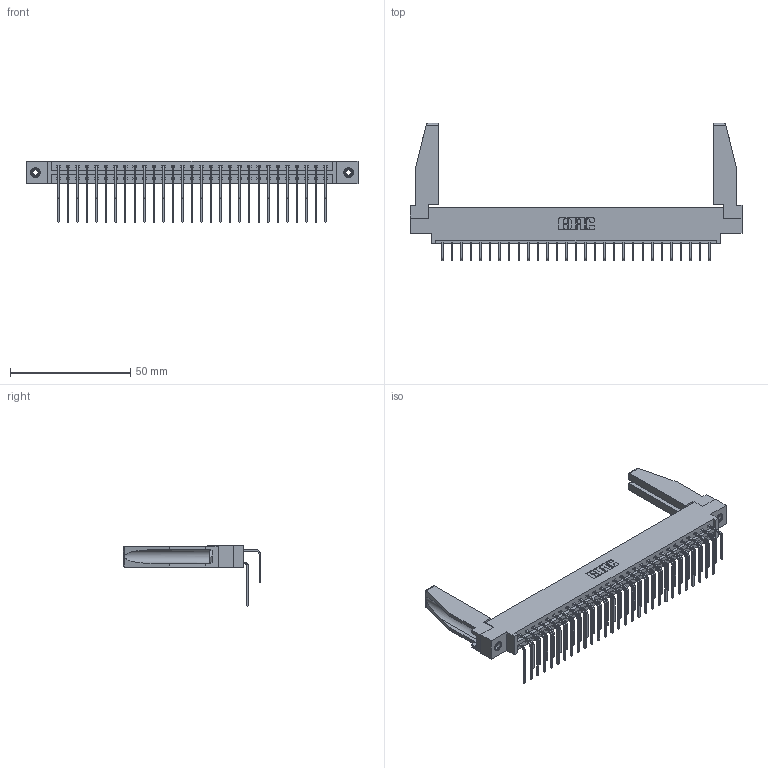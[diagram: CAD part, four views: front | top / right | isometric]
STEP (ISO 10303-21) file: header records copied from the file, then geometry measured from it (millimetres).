
FILE_DESCRIPTION (( 'STEP AP203' ), '1' );
FILE_NAME ('387-058-558-878.STEP', '2019-10-19T10:16:00', ( '' ), ( '' ), 'SwSTEP 2.0', 'SolidWorks 2016', '' );
FILE_SCHEMA (( 'CONFIG_CONTROL_DESIGN' ));
Length unit declared in the file: inch
Products named in the file (6): 307-220-078; 345-292-001_558 559 Tail - 1; 337 Part_0.170 Offset - 0.156 Dia-TI; 387-058-558-878; 345-292-001_558 Tail - 2; 345-250-001_345-250-001-102
Assembly tree (63 placements, depth 2):
  387-058-558-878
    337 Part_0.170 Offset - 0.156 Dia-TI
    345-292-001_558 559 Tail - 1  x29
    345-292-001_558 Tail - 2  x29
    345-250-001_345-250-001-102  x2
    307-220-078  x2
Bounding box: 137.92 x 56.96 x 25.53 mm (x, y, z)
Volume: 18572.7 mm3; surface area: 21974 mm2
Topology: 63 solids, 63 shells, 3496 faces, 10339 edges, 6806 vertices
Faces by surface type: plane 2478, cylinder 1002, cone 12, torus 4
Entity records: 28522 total; most frequent: CARTESIAN_POINT 4863, ORIENTED_EDGE 4704, DIRECTION 4148, EDGE_CURVE 2352, LINE 2146, VECTOR 2146, VERTEX_POINT 1560, AXIS2_PLACEMENT_3D 1001
